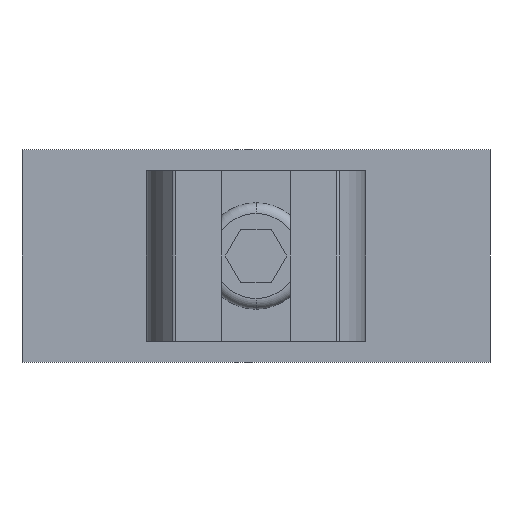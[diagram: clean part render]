
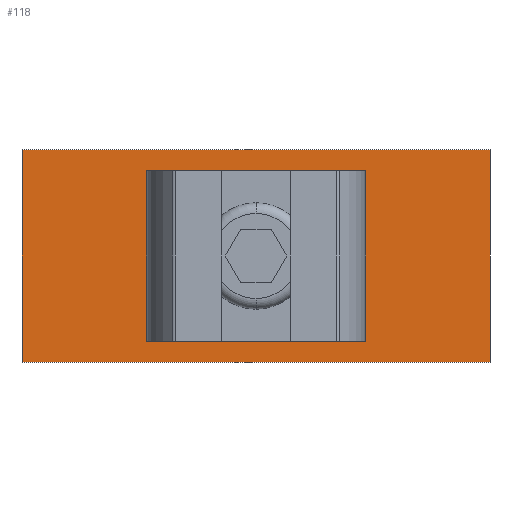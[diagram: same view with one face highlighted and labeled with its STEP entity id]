
A CAD part, front view. The second image highlights one B-rep face of the part: STEP entity #118.
In plain terms, the highlighted planar face has unit normal (0, -1, 0).
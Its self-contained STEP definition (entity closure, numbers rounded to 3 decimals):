
#118=ADVANCED_FACE('',(#271,#272),#273,.F.);
#271=FACE_BOUND('',#476,.T.);
#272=FACE_OUTER_BOUND('',#477,.T.);
#273=PLANE('',#478);
#476=EDGE_LOOP('',(#703,#704));
#477=EDGE_LOOP('',(#705,#706,#707,#708));
#478=AXIS2_PLACEMENT_3D('',#709,#710,#711);
#703=ORIENTED_EDGE('',*,*,#1193,.T.);
#704=ORIENTED_EDGE('',*,*,#1195,.T.);
#705=ORIENTED_EDGE('',*,*,#1211,.T.);
#706=ORIENTED_EDGE('',*,*,#1207,.F.);
#707=ORIENTED_EDGE('',*,*,#1212,.F.);
#708=ORIENTED_EDGE('',*,*,#1204,.F.);
#709=CARTESIAN_POINT('',(0.0,0.0,0.0));
#710=DIRECTION('',(0.0,1.0,0.0));
#711=DIRECTION('',(0.0,0.0,1.0));
#1193=EDGE_CURVE('',#1407,#1410,#1412,.T.);
#1195=EDGE_CURVE('',#1410,#1407,#1414,.T.);
#1204=EDGE_CURVE('',#1425,#1420,#1427,.T.);
#1207=EDGE_CURVE('',#1430,#1432,#1433,.T.);
#1211=EDGE_CURVE('',#1425,#1432,#1438,.T.);
#1212=EDGE_CURVE('',#1420,#1430,#1439,.T.);
#1407=VERTEX_POINT('',#1721);
#1410=VERTEX_POINT('',#1725);
#1412=CIRCLE('',#1728,3.0);
#1414=CIRCLE('',#1730,3.0);
#1420=VERTEX_POINT('',#1736);
#1425=VERTEX_POINT('',#1743);
#1427=LINE('',#1746,#1747);
#1430=VERTEX_POINT('',#1750);
#1432=VERTEX_POINT('',#1753);
#1433=LINE('',#1754,#1755);
#1438=LINE('',#1762,#1763);
#1439=LINE('',#1764,#1765);
#1721=CARTESIAN_POINT('',(3.0,0.,0.));
#1725=CARTESIAN_POINT('',(-3.0,0.0,0.));
#1728=AXIS2_PLACEMENT_3D('',#2123,#2124,#2125);
#1730=AXIS2_PLACEMENT_3D('',#2126,#2127,#2128);
#1736=CARTESIAN_POINT('',(22.0,0.0,10.0));
#1743=CARTESIAN_POINT('',(-22.0,0.0,10.0));
#1746=CARTESIAN_POINT('',(0.0,0.0,10.0));
#1747=VECTOR('',#2138,1.0);
#1750=CARTESIAN_POINT('',(22.0,0.0,-10.0));
#1753=CARTESIAN_POINT('',(-22.0,0.0,-10.0));
#1754=CARTESIAN_POINT('',(0.0,0.0,-10.0));
#1755=VECTOR('',#2140,1.0);
#1762=CARTESIAN_POINT('',(-22.0,0.0,0.0));
#1763=VECTOR('',#2143,1.0);
#1764=CARTESIAN_POINT('',(22.0,0.0,0.0));
#1765=VECTOR('',#2144,1.0);
#2123=CARTESIAN_POINT('',(0.0,0.0,0.0));
#2124=DIRECTION('',(-0.0,1.0,0.0));
#2125=DIRECTION('',(1.0,0.0,0.));
#2126=CARTESIAN_POINT('',(0.0,0.0,0.0));
#2127=DIRECTION('',(-0.0,1.0,0.0));
#2128=DIRECTION('',(1.0,0.0,0.));
#2138=DIRECTION('',(1.0,0.0,0.0));
#2140=DIRECTION('',(-1.0,0.0,0.0));
#2143=DIRECTION('',(0.0,0.0,-1.0));
#2144=DIRECTION('',(0.0,0.0,-1.0));
